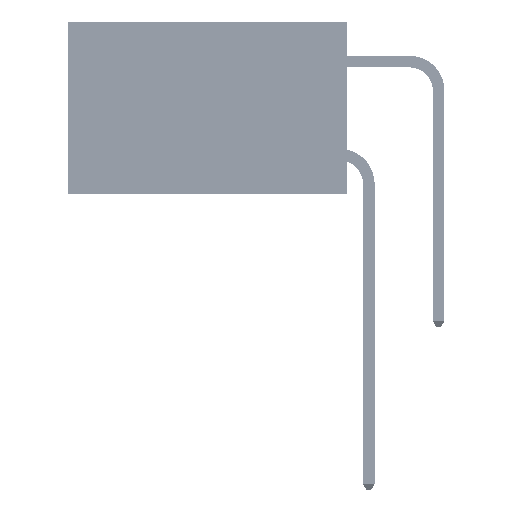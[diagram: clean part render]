
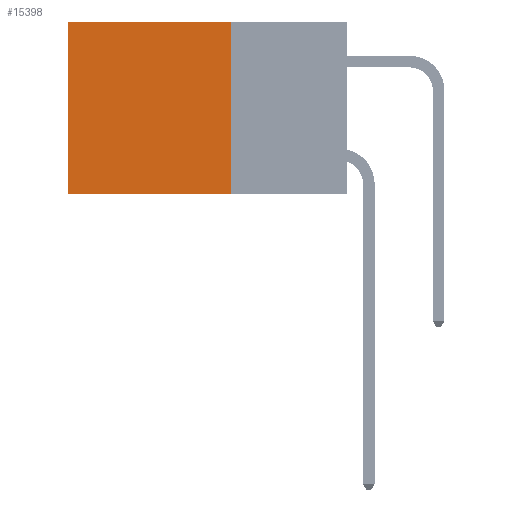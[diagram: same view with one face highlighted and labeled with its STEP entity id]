
A CAD part, left-side view. The second image highlights one B-rep face of the part: STEP entity #15398.
In plain terms, the highlighted planar face has unit normal (-1, 0, 0).
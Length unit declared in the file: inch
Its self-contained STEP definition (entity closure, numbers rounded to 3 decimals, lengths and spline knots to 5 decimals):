
#426 = EDGE_CURVE ( 'NONE', #20345, #26804, #44470, .T. ) ;
#1199 = CARTESIAN_POINT ( 'NONE',  ( 0.2875, 0.25, -0.37 ) ) ;
#1728 = DIRECTION ( 'NONE',  ( 1., 0., 0. ) ) ;
#2387 = ORIENTED_EDGE ( 'NONE', *, *, #18989, .T. ) ;
#2614 = CARTESIAN_POINT ( 'NONE',  ( 0.2875, 0.6, -0.37 ) ) ;
#2681 = ORIENTED_EDGE ( 'NONE', *, *, #41751, .T. ) ;
#3337 = LINE ( 'NONE', #20538, #22437 ) ;
#5249 = VECTOR ( 'NONE', #48367, 39.37008 ) ;
#8179 = EDGE_CURVE ( 'NONE', #16187, #20345, #43691, .T. ) ;
#15398 = ADVANCED_FACE ( 'NONE', ( #26902 ), #44609, .F. ) ;
#15602 = DIRECTION ( 'NONE',  ( 0., 0., -1. ) ) ;
#15770 = CARTESIAN_POINT ( 'NONE',  ( 0.2875, 0.6, 0. ) ) ;
#16187 = VERTEX_POINT ( 'NONE', #24383 ) ;
#18167 = VERTEX_POINT ( 'NONE', #49567 ) ;
#18989 = EDGE_CURVE ( 'NONE', #18167, #26804, #19047, .T. ) ;
#19047 = LINE ( 'NONE', #15770, #43634 ) ;
#20345 = VERTEX_POINT ( 'NONE', #43296 ) ;
#20538 = CARTESIAN_POINT ( 'NONE',  ( 0.2875, 0.25, 0. ) ) ;
#21110 = CARTESIAN_POINT ( 'NONE',  ( 0.2875, 0.25, 0. ) ) ;
#22437 = VECTOR ( 'NONE', #40759, 39.37008 ) ;
#22501 = EDGE_LOOP ( 'NONE', ( #2387, #37034, #28474, #2681 ) ) ;
#24383 = CARTESIAN_POINT ( 'NONE',  ( 0.2875, 0.25, 0. ) ) ;
#25839 = VECTOR ( 'NONE', #31677, 39.37008 ) ;
#26804 = VERTEX_POINT ( 'NONE', #2614 ) ;
#26902 = FACE_OUTER_BOUND ( 'NONE', #22501, .T. ) ;
#28474 = ORIENTED_EDGE ( 'NONE', *, *, #8179, .F. ) ;
#29182 = DIRECTION ( 'NONE',  ( 0., 0., -1. ) ) ;
#31677 = DIRECTION ( 'NONE',  ( 0., 0., -1. ) ) ;
#35602 = CARTESIAN_POINT ( 'NONE',  ( 0.2875, 0.25, 0. ) ) ;
#37034 = ORIENTED_EDGE ( 'NONE', *, *, #426, .F. ) ;
#38156 = AXIS2_PLACEMENT_3D ( 'NONE', #21110, #1728, #29182 ) ;
#40759 = DIRECTION ( 'NONE',  ( 0., 1., 0. ) ) ;
#41751 = EDGE_CURVE ( 'NONE', #16187, #18167, #3337, .T. ) ;
#43296 = CARTESIAN_POINT ( 'NONE',  ( 0.2875, 0.25, -0.37 ) ) ;
#43634 = VECTOR ( 'NONE', #15602, 39.37008 ) ;
#43691 = LINE ( 'NONE', #35602, #25839 ) ;
#44470 = LINE ( 'NONE', #1199, #5249 ) ;
#44609 = PLANE ( 'NONE',  #38156 ) ;
#48367 = DIRECTION ( 'NONE',  ( 0., 1., 0. ) ) ;
#49567 = CARTESIAN_POINT ( 'NONE',  ( 0.2875, 0.6, 0. ) ) ;
